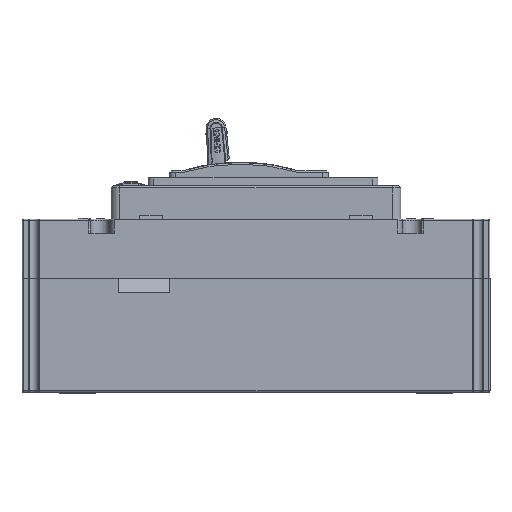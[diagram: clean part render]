
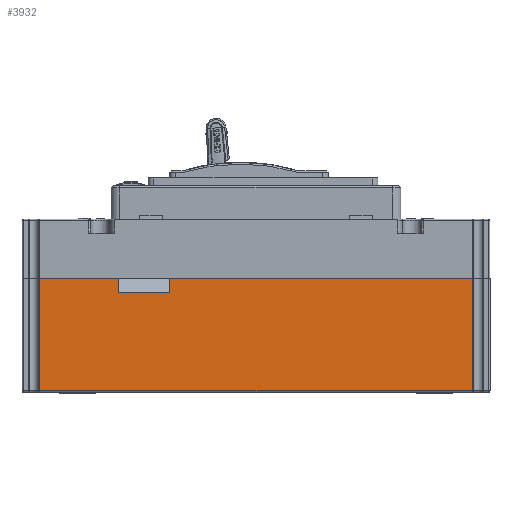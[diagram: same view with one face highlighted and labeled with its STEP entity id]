
A CAD part, front view. The second image highlights one B-rep face of the part: STEP entity #3932.
In plain terms, the highlighted planar face has unit normal (0, -1, 0).
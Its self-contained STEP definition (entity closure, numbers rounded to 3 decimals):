
#3932=ADVANCED_FACE('',(#8565),#6650,.T.);
#6650=PLANE('',#54598);
#8565=FACE_OUTER_BOUND('',#11392,.T.);
#11392=EDGE_LOOP('',(#18796,#18797,#18798,#18799,#18800,#18801,#18802,#18803));
#18796=ORIENTED_EDGE('',*,*,#37814,.T.);
#18797=ORIENTED_EDGE('',*,*,#37815,.T.);
#18798=ORIENTED_EDGE('',*,*,#37816,.T.);
#18799=ORIENTED_EDGE('',*,*,#37817,.T.);
#18800=ORIENTED_EDGE('',*,*,#37818,.T.);
#18801=ORIENTED_EDGE('',*,*,#37819,.T.);
#18802=ORIENTED_EDGE('',*,*,#37820,.T.);
#18803=ORIENTED_EDGE('',*,*,#37821,.F.);
#32291=VERTEX_POINT('',#80134);
#32292=VERTEX_POINT('',#80135);
#32293=VERTEX_POINT('',#80137);
#32294=VERTEX_POINT('',#80139);
#32295=VERTEX_POINT('',#80141);
#32296=VERTEX_POINT('',#80143);
#32297=VERTEX_POINT('',#80145);
#32298=VERTEX_POINT('',#80147);
#37814=EDGE_CURVE('',#32291,#32292,#44890,.T.);
#37815=EDGE_CURVE('',#32292,#32293,#44891,.T.);
#37816=EDGE_CURVE('',#32293,#32294,#44892,.T.);
#37817=EDGE_CURVE('',#32294,#32295,#44893,.T.);
#37818=EDGE_CURVE('',#32295,#32296,#44894,.T.);
#37819=EDGE_CURVE('',#32296,#32297,#44895,.T.);
#37820=EDGE_CURVE('',#32297,#32298,#44896,.T.);
#37821=EDGE_CURVE('',#32291,#32298,#44897,.T.);
#44890=LINE('',#80133,#49853);
#44891=LINE('',#80136,#49854);
#44892=LINE('',#80138,#49855);
#44893=LINE('',#80140,#49856);
#44894=LINE('',#80142,#49857);
#44895=LINE('',#80144,#49858);
#44896=LINE('',#80146,#49859);
#44897=LINE('',#80148,#49860);
#49853=VECTOR('',#60762,1.);
#49854=VECTOR('',#60763,1.);
#49855=VECTOR('',#60764,1.);
#49856=VECTOR('',#60765,1.);
#49857=VECTOR('',#60766,1.);
#49858=VECTOR('',#60767,1.);
#49859=VECTOR('',#60768,1.);
#49860=VECTOR('',#60769,1.);
#54598=AXIS2_PLACEMENT_3D('',#80149,#60770,#60771);
#60762=DIRECTION('',(-1.,0.,0.));
#60763=DIRECTION('',(0.,0.,1.));
#60764=DIRECTION('',(-1.,0.,0.));
#60765=DIRECTION('',(0.,0.,-1.));
#60766=DIRECTION('',(1.,0.,0.));
#60767=DIRECTION('',(0.,0.,1.));
#60768=DIRECTION('',(-1.,0.,0.));
#60769=DIRECTION('',(0.,0.,1.));
#60770=DIRECTION('',(0.,-1.,0.));
#60771=DIRECTION('',(1.,0.,0.));
#80133=CARTESIAN_POINT('',(269.631,-135.,5.876));
#80134=CARTESIAN_POINT('',(269.631,-135.,5.876));
#80135=CARTESIAN_POINT('',(251.631,-135.,5.876));
#80136=CARTESIAN_POINT('',(251.631,-135.,5.876));
#80137=CARTESIAN_POINT('',(251.631,-135.,10.876));
#80138=CARTESIAN_POINT('',(217.631,-135.,10.876));
#80139=CARTESIAN_POINT('',(223.824,-135.,10.876));
#80140=CARTESIAN_POINT('',(223.824,-135.,-28.624));
#80141=CARTESIAN_POINT('',(223.824,-135.,-28.624));
#80142=CARTESIAN_POINT('',(217.631,-135.,-28.624));
#80143=CARTESIAN_POINT('',(376.437,-135.,-28.624));
#80144=CARTESIAN_POINT('',(376.437,-135.,10.876));
#80145=CARTESIAN_POINT('',(376.437,-135.,10.876));
#80146=CARTESIAN_POINT('',(217.631,-135.,10.876));
#80147=CARTESIAN_POINT('',(269.631,-135.,10.876));
#80148=CARTESIAN_POINT('',(269.631,-135.,5.876));
#80149=CARTESIAN_POINT('',(217.631,-135.,10.876));
